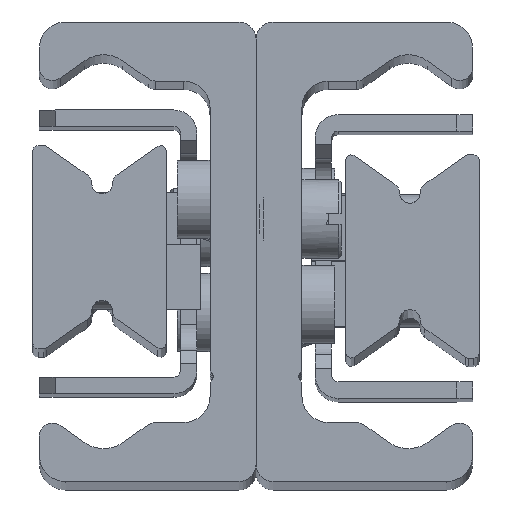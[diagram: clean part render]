
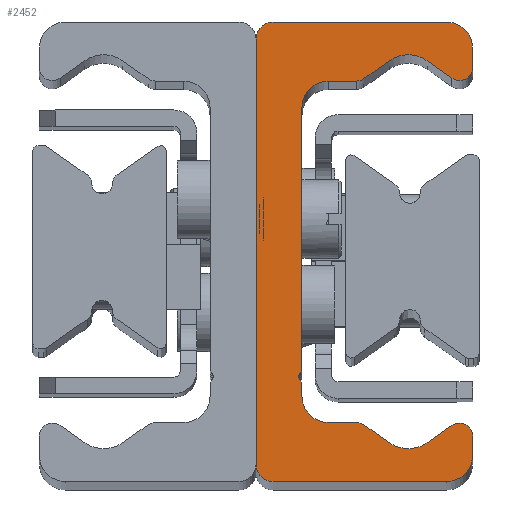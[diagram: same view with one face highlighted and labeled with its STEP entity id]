
A CAD part, top view. The second image highlights one B-rep face of the part: STEP entity #2452.
In plain terms, the highlighted planar face has unit normal (0, 0, 1).
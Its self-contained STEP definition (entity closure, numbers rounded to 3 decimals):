
#603=CARTESIAN_POINT('',(3.5,11.0,370.0));
#604=VERTEX_POINT('',#603);
#611=CARTESIAN_POINT('',(3.5,-9.067,370.0));
#612=VERTEX_POINT('',#611);
#613=CARTESIAN_POINT('',(3.5,11.0,370.0));
#614=DIRECTION('',(0.0,-1.0,0.0));
#615=VECTOR('',#614,20.067);
#616=LINE('',#613,#615);
#617=EDGE_CURVE('',#604,#612,#616,.T.);
#919=CARTESIAN_POINT('',(3.5,-9.933,370.0));
#920=VERTEX_POINT('',#919);
#921=CARTESIAN_POINT('',(3.75,-9.5,370.0));
#922=DIRECTION('',(0.0,0.0,1.0));
#923=DIRECTION('',(-0.5,0.866,0.0));
#924=AXIS2_PLACEMENT_3D('',#921,#922,#923);
#925=CIRCLE('',#924,0.5);
#926=EDGE_CURVE('',#612,#920,#925,.T.);
#1626=CARTESIAN_POINT('',(0.0,16.2,370.0));
#1627=VERTEX_POINT('',#1626);
#1628=CARTESIAN_POINT('',(1.3,17.5,370.0));
#1629=VERTEX_POINT('',#1628);
#1630=CARTESIAN_POINT('',(1.3,16.2,370.0));
#1631=DIRECTION('',(0.0,0.0,-1.0));
#1632=DIRECTION('',(0.0,-1.0,0.0));
#1633=AXIS2_PLACEMENT_3D('',#1630,#1631,#1632);
#1634=CIRCLE('',#1633,1.3);
#1635=EDGE_CURVE('',#1627,#1629,#1634,.T.);
#1668=CARTESIAN_POINT('',(14.5,17.5,370.0));
#1669=VERTEX_POINT('',#1668);
#1670=CARTESIAN_POINT('',(1.3,17.5,370.0));
#1671=DIRECTION('',(1.0,0.0,0.0));
#1672=VECTOR('',#1671,13.2);
#1673=LINE('',#1670,#1672);
#1674=EDGE_CURVE('',#1629,#1669,#1673,.T.);
#1699=CARTESIAN_POINT('',(16.5,15.5,370.0));
#1700=VERTEX_POINT('',#1699);
#1701=CARTESIAN_POINT('',(14.5,15.5,370.0));
#1702=DIRECTION('',(0.0,0.0,-1.0));
#1703=DIRECTION('',(-1.0,0.0,0.0));
#1704=AXIS2_PLACEMENT_3D('',#1701,#1702,#1703);
#1705=CIRCLE('',#1704,2.);
#1706=EDGE_CURVE('',#1669,#1700,#1705,.T.);
#1732=CARTESIAN_POINT('',(16.5,14.042,370.0));
#1733=VERTEX_POINT('',#1732);
#1734=CARTESIAN_POINT('',(16.5,15.5,370.0));
#1735=DIRECTION('',(0.0,-1.0,0.0));
#1736=VECTOR('',#1735,1.458);
#1737=LINE('',#1734,#1736);
#1738=EDGE_CURVE('',#1700,#1733,#1737,.T.);
#1763=CARTESIAN_POINT('',(14.926,13.223,370.0));
#1764=VERTEX_POINT('',#1763);
#1765=CARTESIAN_POINT('',(15.5,14.042,370.0));
#1766=DIRECTION('',(0.0,0.0,-1.));
#1767=DIRECTION('',(0.574,0.819,0.0));
#1768=AXIS2_PLACEMENT_3D('',#1765,#1766,#1767);
#1769=CIRCLE('',#1768,1.);
#1770=EDGE_CURVE('',#1733,#1764,#1769,.T.);
#1796=CARTESIAN_POINT('',(13.034,14.548,370.0));
#1797=VERTEX_POINT('',#1796);
#1798=CARTESIAN_POINT('',(14.926,13.223,370.0));
#1799=DIRECTION('',(-0.819,0.574,0.0));
#1800=VECTOR('',#1799,2.31);
#1801=LINE('',#1798,#1800);
#1802=EDGE_CURVE('',#1764,#1797,#1801,.T.);
#1827=CARTESIAN_POINT('',(10.166,14.548,370.0));
#1828=VERTEX_POINT('',#1827);
#1829=CARTESIAN_POINT('',(11.6,12.5,370.0));
#1830=DIRECTION('',(0.0,0.0,1.0));
#1831=DIRECTION('',(0.574,0.819,0.0));
#1832=AXIS2_PLACEMENT_3D('',#1829,#1830,#1831);
#1833=CIRCLE('',#1832,2.5);
#1834=EDGE_CURVE('',#1797,#1828,#1833,.T.);
#1860=CARTESIAN_POINT('',(8.214,13.181,370.0));
#1861=VERTEX_POINT('',#1860);
#1862=CARTESIAN_POINT('',(10.166,14.548,370.0));
#1863=DIRECTION('',(-0.819,-0.574,0.0));
#1864=VECTOR('',#1863,2.383);
#1865=LINE('',#1862,#1864);
#1866=EDGE_CURVE('',#1828,#1861,#1865,.T.);
#1891=CARTESIAN_POINT('',(7.64,13.0,370.0));
#1892=VERTEX_POINT('',#1891);
#1893=CARTESIAN_POINT('',(7.64,14.,370.0));
#1894=DIRECTION('',(0.0,0.0,-1.0));
#1895=DIRECTION('',(0.0,1.0,0.0));
#1896=AXIS2_PLACEMENT_3D('',#1893,#1894,#1895);
#1897=CIRCLE('',#1896,1.);
#1898=EDGE_CURVE('',#1861,#1892,#1897,.T.);
#1924=CARTESIAN_POINT('',(5.5,13.0,370.0));
#1925=VERTEX_POINT('',#1924);
#1926=CARTESIAN_POINT('',(7.64,13.0,370.0));
#1927=DIRECTION('',(-1.0,0.0,0.0));
#1928=VECTOR('',#1927,2.14);
#1929=LINE('',#1926,#1928);
#1930=EDGE_CURVE('',#1892,#1925,#1929,.T.);
#1955=CARTESIAN_POINT('',(5.5,11.0,370.0));
#1956=DIRECTION('',(0.0,0.0,1.0));
#1957=DIRECTION('',(0.0,1.0,0.0));
#1958=AXIS2_PLACEMENT_3D('',#1955,#1956,#1957);
#1959=CIRCLE('',#1958,2.0);
#1960=EDGE_CURVE('',#1925,#604,#1959,.T.);
#1979=CARTESIAN_POINT('',(3.5,-11.0,370.0));
#1980=VERTEX_POINT('',#1979);
#1981=CARTESIAN_POINT('',(3.5,-9.933,370.0));
#1982=DIRECTION('',(0.0,-1.0,0.0));
#1983=VECTOR('',#1982,1.067);
#1984=LINE('',#1981,#1983);
#1985=EDGE_CURVE('',#920,#1980,#1984,.T.);
#2010=CARTESIAN_POINT('',(5.5,-13.0,370.0));
#2011=VERTEX_POINT('',#2010);
#2012=CARTESIAN_POINT('',(5.5,-11.0,370.0));
#2013=DIRECTION('',(0.0,0.0,1.0));
#2014=DIRECTION('',(-1.0,0.0,0.0));
#2015=AXIS2_PLACEMENT_3D('',#2012,#2013,#2014);
#2016=CIRCLE('',#2015,2.0);
#2017=EDGE_CURVE('',#1980,#2011,#2016,.T.);
#2043=CARTESIAN_POINT('',(7.64,-13.0,370.0));
#2044=VERTEX_POINT('',#2043);
#2045=CARTESIAN_POINT('',(5.5,-13.0,370.0));
#2046=DIRECTION('',(1.0,0.0,0.0));
#2047=VECTOR('',#2046,2.14);
#2048=LINE('',#2045,#2047);
#2049=EDGE_CURVE('',#2011,#2044,#2048,.T.);
#2074=CARTESIAN_POINT('',(8.214,-13.181,370.0));
#2075=VERTEX_POINT('',#2074);
#2076=CARTESIAN_POINT('',(7.64,-14.0,370.0));
#2077=DIRECTION('',(0.0,0.0,-1.0));
#2078=DIRECTION('',(-0.574,-0.819,0.0));
#2079=AXIS2_PLACEMENT_3D('',#2076,#2077,#2078);
#2080=CIRCLE('',#2079,1.);
#2081=EDGE_CURVE('',#2044,#2075,#2080,.T.);
#2107=CARTESIAN_POINT('',(10.166,-14.548,370.0));
#2108=VERTEX_POINT('',#2107);
#2109=CARTESIAN_POINT('',(8.214,-13.181,370.0));
#2110=DIRECTION('',(0.819,-0.574,0.0));
#2111=VECTOR('',#2110,2.383);
#2112=LINE('',#2109,#2111);
#2113=EDGE_CURVE('',#2075,#2108,#2112,.T.);
#2138=CARTESIAN_POINT('',(13.034,-14.548,370.0));
#2139=VERTEX_POINT('',#2138);
#2140=CARTESIAN_POINT('',(11.6,-12.5,370.0));
#2141=DIRECTION('',(0.0,0.0,1.));
#2142=DIRECTION('',(-0.574,-0.819,0.0));
#2143=AXIS2_PLACEMENT_3D('',#2140,#2141,#2142);
#2144=CIRCLE('',#2143,2.5);
#2145=EDGE_CURVE('',#2108,#2139,#2144,.T.);
#2171=CARTESIAN_POINT('',(14.926,-13.223,370.0));
#2172=VERTEX_POINT('',#2171);
#2173=CARTESIAN_POINT('',(13.034,-14.548,370.0));
#2174=DIRECTION('',(0.819,0.574,0.0));
#2175=VECTOR('',#2174,2.31);
#2176=LINE('',#2173,#2175);
#2177=EDGE_CURVE('',#2139,#2172,#2176,.T.);
#2202=CARTESIAN_POINT('',(16.5,-14.042,370.0));
#2203=VERTEX_POINT('',#2202);
#2204=CARTESIAN_POINT('',(15.5,-14.042,370.0));
#2205=DIRECTION('',(0.0,0.0,-1.0));
#2206=DIRECTION('',(-1.0,0.0,0.0));
#2207=AXIS2_PLACEMENT_3D('',#2204,#2205,#2206);
#2208=CIRCLE('',#2207,1.);
#2209=EDGE_CURVE('',#2172,#2203,#2208,.T.);
#2235=CARTESIAN_POINT('',(16.5,-15.5,370.0));
#2236=VERTEX_POINT('',#2235);
#2237=CARTESIAN_POINT('',(16.5,-14.042,370.0));
#2238=DIRECTION('',(0.0,-1.0,0.0));
#2239=VECTOR('',#2238,1.458);
#2240=LINE('',#2237,#2239);
#2241=EDGE_CURVE('',#2203,#2236,#2240,.T.);
#2266=CARTESIAN_POINT('',(14.5,-17.5,370.0));
#2267=VERTEX_POINT('',#2266);
#2268=CARTESIAN_POINT('',(14.5,-15.5,370.0));
#2269=DIRECTION('',(0.0,0.0,-1.0));
#2270=DIRECTION('',(0.0,1.0,0.0));
#2271=AXIS2_PLACEMENT_3D('',#2268,#2269,#2270);
#2272=CIRCLE('',#2271,2.);
#2273=EDGE_CURVE('',#2236,#2267,#2272,.T.);
#2299=CARTESIAN_POINT('',(1.3,-17.5,370.0));
#2300=VERTEX_POINT('',#2299);
#2301=CARTESIAN_POINT('',(14.5,-17.5,370.0));
#2302=DIRECTION('',(-1.0,0.0,0.0));
#2303=VECTOR('',#2302,13.2);
#2304=LINE('',#2301,#2303);
#2305=EDGE_CURVE('',#2267,#2300,#2304,.T.);
#2330=CARTESIAN_POINT('',(0.0,-16.2,370.0));
#2331=VERTEX_POINT('',#2330);
#2332=CARTESIAN_POINT('',(1.3,-16.2,370.0));
#2333=DIRECTION('',(0.0,0.0,-1.0));
#2334=DIRECTION('',(1.0,0.0,0.0));
#2335=AXIS2_PLACEMENT_3D('',#2332,#2333,#2334);
#2336=CIRCLE('',#2335,1.3);
#2337=EDGE_CURVE('',#2300,#2331,#2336,.T.);
#2363=CARTESIAN_POINT('',(0.0,-16.2,370.0));
#2364=DIRECTION('',(0.0,1.0,0.0));
#2365=VECTOR('',#2364,32.4);
#2366=LINE('',#2363,#2365);
#2367=EDGE_CURVE('',#2331,#1627,#2366,.T.);
#2419=CARTESIAN_POINT('',(5.942,-0.014,370.0));
#2420=DIRECTION('',(0.0,0.0,1.0));
#2421=DIRECTION('',(1.0,0.0,0.0));
#2422=AXIS2_PLACEMENT_3D('',#2419,#2420,#2421);
#2423=PLANE('',#2422);
#2424=ORIENTED_EDGE('',*,*,#1635,.F.);
#2425=ORIENTED_EDGE('',*,*,#2367,.F.);
#2426=ORIENTED_EDGE('',*,*,#2337,.F.);
#2427=ORIENTED_EDGE('',*,*,#2305,.F.);
#2428=ORIENTED_EDGE('',*,*,#2273,.F.);
#2429=ORIENTED_EDGE('',*,*,#2241,.F.);
#2430=ORIENTED_EDGE('',*,*,#2209,.F.);
#2431=ORIENTED_EDGE('',*,*,#2177,.F.);
#2432=ORIENTED_EDGE('',*,*,#2145,.F.);
#2433=ORIENTED_EDGE('',*,*,#2113,.F.);
#2434=ORIENTED_EDGE('',*,*,#2081,.F.);
#2435=ORIENTED_EDGE('',*,*,#2049,.F.);
#2436=ORIENTED_EDGE('',*,*,#2017,.F.);
#2437=ORIENTED_EDGE('',*,*,#1985,.F.);
#2438=ORIENTED_EDGE('',*,*,#926,.F.);
#2439=ORIENTED_EDGE('',*,*,#617,.F.);
#2440=ORIENTED_EDGE('',*,*,#1960,.F.);
#2441=ORIENTED_EDGE('',*,*,#1930,.F.);
#2442=ORIENTED_EDGE('',*,*,#1898,.F.);
#2443=ORIENTED_EDGE('',*,*,#1866,.F.);
#2444=ORIENTED_EDGE('',*,*,#1834,.F.);
#2445=ORIENTED_EDGE('',*,*,#1802,.F.);
#2446=ORIENTED_EDGE('',*,*,#1770,.F.);
#2447=ORIENTED_EDGE('',*,*,#1738,.F.);
#2448=ORIENTED_EDGE('',*,*,#1706,.F.);
#2449=ORIENTED_EDGE('',*,*,#1674,.F.);
#2450=EDGE_LOOP('',(#2424,#2425,#2426,#2427,#2428,#2429,#2430,#2431,#2432,#2433,#2434,#2435,#2436,#2437,#2438,#2439,#2440,#2441,#2442,#2443,#2444,#2445,#2446,#2447,#2448,#2449));
#2451=FACE_OUTER_BOUND('',#2450,.T.);
#2452=ADVANCED_FACE('',(#2451),#2423,.T.);
